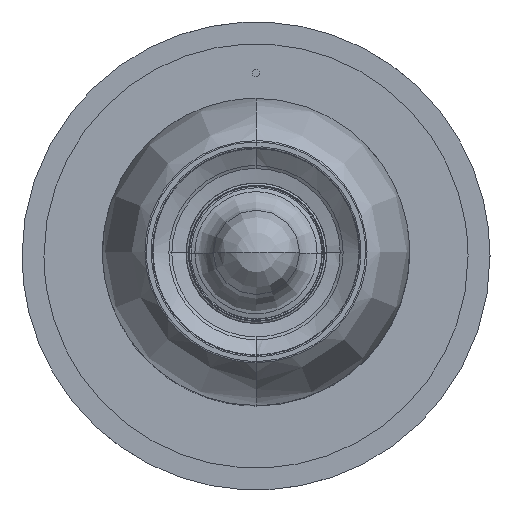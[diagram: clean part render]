
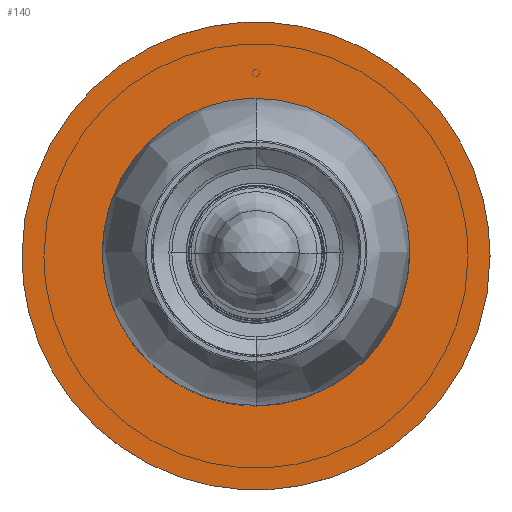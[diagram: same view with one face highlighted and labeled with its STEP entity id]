
A CAD part, top view. The second image highlights one B-rep face of the part: STEP entity #140.
In plain terms, the highlighted planar face has unit normal (0, 0, 1).
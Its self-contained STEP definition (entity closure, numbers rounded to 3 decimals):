
#31=FACE_BOUND('',#269,.T.);
#37=PLANE('',#1052);
#140=ADVANCED_FACE('',(#203,#31),#37,.T.);
#203=FACE_OUTER_BOUND('',#268,.T.);
#268=EDGE_LOOP('',(#415,#416));
#269=EDGE_LOOP('',(#417,#418));
#415=ORIENTED_EDGE('',*,*,#672,.F.);
#416=ORIENTED_EDGE('',*,*,#654,.F.);
#417=ORIENTED_EDGE('',*,*,#664,.T.);
#418=ORIENTED_EDGE('',*,*,#676,.T.);
#654=EDGE_CURVE('',#919,#929,#796,.T.);
#664=EDGE_CURVE('',#925,#932,#804,.T.);
#672=EDGE_CURVE('',#929,#919,#809,.T.);
#676=EDGE_CURVE('',#932,#925,#813,.T.);
#796=(
BOUNDED_CURVE()
B_SPLINE_CURVE(2,(#2009,#2010,#2011,#2012,#2013),.UNSPECIFIED.,.F.,.F.)
B_SPLINE_CURVE_WITH_KNOTS((3,2,3),(-1020.453,-765.34,
-510.227),.UNSPECIFIED.)
CURVE()
GEOMETRIC_REPRESENTATION_ITEM()
RATIONAL_B_SPLINE_CURVE((1.,0.707,1.,0.707,1.))
REPRESENTATION_ITEM('')
);
#804=(
BOUNDED_CURVE()
B_SPLINE_CURVE(2,(#2047,#2048,#2049,#2050,#2051),.UNSPECIFIED.,.F.,.F.)
B_SPLINE_CURVE_WITH_KNOTS((3,2,3),(-63.238,-47.429,
-31.619),.UNSPECIFIED.)
CURVE()
GEOMETRIC_REPRESENTATION_ITEM()
RATIONAL_B_SPLINE_CURVE((1.,0.707,1.,0.707,1.))
REPRESENTATION_ITEM('')
);
#809=(
BOUNDED_CURVE()
B_SPLINE_CURVE(2,(#2075,#2076,#2077,#2078,#2079),.UNSPECIFIED.,.F.,.F.)
B_SPLINE_CURVE_WITH_KNOTS((3,2,3),(-510.227,-255.113,
0.),.UNSPECIFIED.)
CURVE()
GEOMETRIC_REPRESENTATION_ITEM()
RATIONAL_B_SPLINE_CURVE((1.,0.707,1.,0.707,1.))
REPRESENTATION_ITEM('')
);
#813=(
BOUNDED_CURVE()
B_SPLINE_CURVE(2,(#2092,#2093,#2094,#2095,#2096),.UNSPECIFIED.,.F.,.F.)
B_SPLINE_CURVE_WITH_KNOTS((3,2,3),(-31.619,-15.81,
0.),.UNSPECIFIED.)
CURVE()
GEOMETRIC_REPRESENTATION_ITEM()
RATIONAL_B_SPLINE_CURVE((1.,0.707,1.,0.707,1.))
REPRESENTATION_ITEM('')
);
#919=VERTEX_POINT('',#1963);
#925=VERTEX_POINT('',#1969);
#929=VERTEX_POINT('',#1973);
#932=VERTEX_POINT('',#1976);
#1052=AXIS2_PLACEMENT_3D('',#1892,#1066,$);
#1066=DIRECTION('',(0.,0.,1.));
#1892=CARTESIAN_POINT('',(200.005,-200.005,-812.359));
#1963=CARTESIAN_POINT('',(160.004,0.,-812.359));
#1969=CARTESIAN_POINT('',(9.998,0.,-812.359));
#1973=CARTESIAN_POINT('',(-160.004,0.,-812.359));
#1976=CARTESIAN_POINT('',(-9.998,0.,-812.359));
#2009=CARTESIAN_POINT('',(160.004,0.,-812.359));
#2010=CARTESIAN_POINT('',(160.004,-160.004,-812.359));
#2011=CARTESIAN_POINT('',(0.,-160.004,-812.359));
#2012=CARTESIAN_POINT('',(-160.004,-160.004,-812.359));
#2013=CARTESIAN_POINT('',(-160.004,0.,-812.359));
#2047=CARTESIAN_POINT('',(9.998,0.,-812.359));
#2048=CARTESIAN_POINT('',(9.998,-9.998,-812.359));
#2049=CARTESIAN_POINT('',(0.,-9.998,-812.359));
#2050=CARTESIAN_POINT('',(-9.998,-9.998,-812.359));
#2051=CARTESIAN_POINT('',(-9.998,0.,-812.359));
#2075=CARTESIAN_POINT('',(-160.004,0.,-812.359));
#2076=CARTESIAN_POINT('',(-160.004,160.004,-812.359));
#2077=CARTESIAN_POINT('',(0.,160.004,-812.359));
#2078=CARTESIAN_POINT('',(160.004,160.004,-812.359));
#2079=CARTESIAN_POINT('',(160.004,0.,-812.359));
#2092=CARTESIAN_POINT('',(-9.998,0.,-812.359));
#2093=CARTESIAN_POINT('',(-9.998,9.998,-812.359));
#2094=CARTESIAN_POINT('',(0.,9.998,-812.359));
#2095=CARTESIAN_POINT('',(9.998,9.998,-812.359));
#2096=CARTESIAN_POINT('',(9.998,0.,-812.359));
